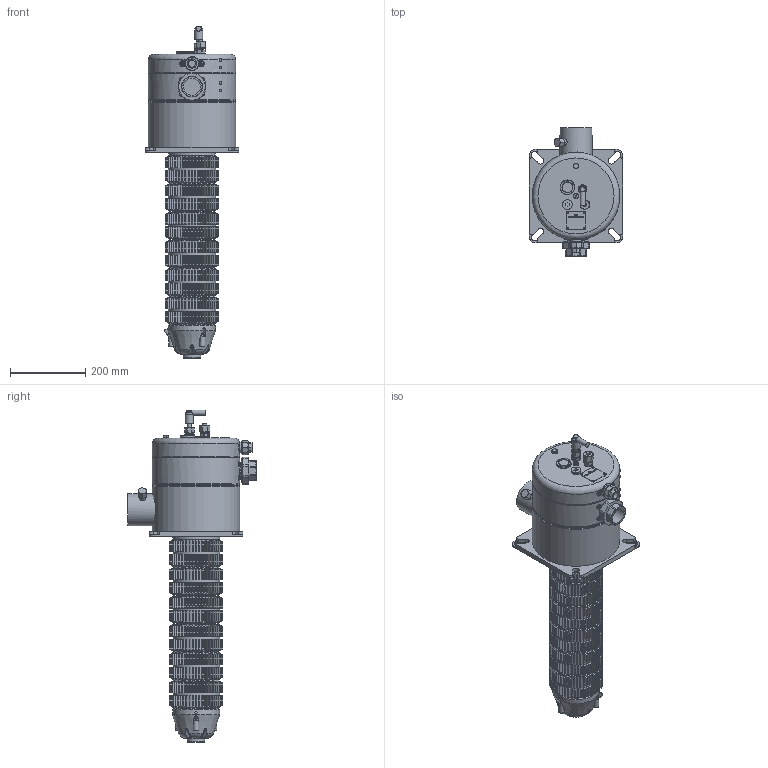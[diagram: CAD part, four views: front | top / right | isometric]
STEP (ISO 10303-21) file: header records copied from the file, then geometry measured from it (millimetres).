
FILE_DESCRIPTION(/* description */ (''),/* implementation_level */ '2;1');
FILE_NAME(/* name */ 'CAD00007144_Shrinkwrap_1.stp',/* time_stamp */ '2020-06-24T11:51:47+02:00',/* author */ ('S.Bachtin'),/* organization */ (''),/* preprocessor_version */ 'ST-DEVELOPER v18',/* originating_system */ 'Autodesk Inventor 2020',/* authorisation */ '');
FILE_SCHEMA (('AUTOMOTIVE_DESIGN { 1 0 10303 214 3 1 1 }'));
Products named in the file (1): CAD00007144_Shrinkwrap_1
Bounding box: 248 x 340.49 x 881.9 mm (x, y, z)
Volume: 18226271.3 mm3; surface area: 947369.4 mm2
Topology: 2 solids, 2 shells, 4466 faces, 11077 edges, 7319 vertices
Faces by surface type: plane 2412, cylinder 890, cone 746, bspline 358, torus 42, sphere 18
Full cylindrical faces by diameter (mm): 0.5 x1, 4.5 x1, 5 x4, 9 x1, 10 x6, 11.4 x1, 13 x2, 13.4 x1, 14 x2, 15 x1, 15.6 x1, 16.6 x1, 17.6 x1, 18.631 x1, 21.5 x1, 21.8 x1, 22 x1, 25.9 x1, 26 x1, 28 x1, 29.5 x1, 30 x1, 38 x1, 38.9 x1, 39 x1, 44.5 x2, 44.845 x1, 47 x1, 65 x1, 85.25 x1
Entity records: 142226 total; most frequent: CARTESIAN_POINT 34797, ORIENTED_EDGE 22136, DIRECTION 20382, EDGE_CURVE 11068, AXIS2_PLACEMENT_3D 7470, VERTEX_POINT 7320, LINE 5442, VECTOR 5442
